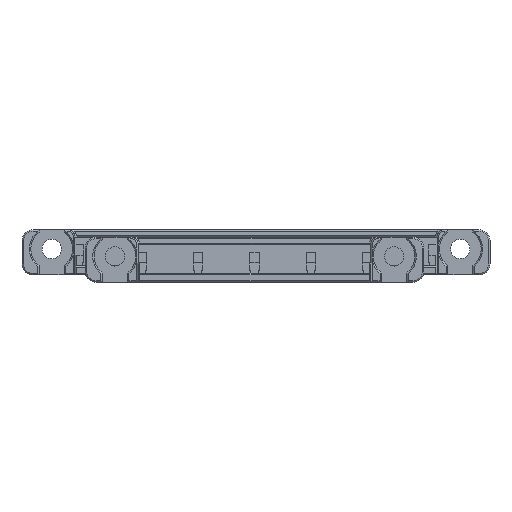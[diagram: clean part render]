
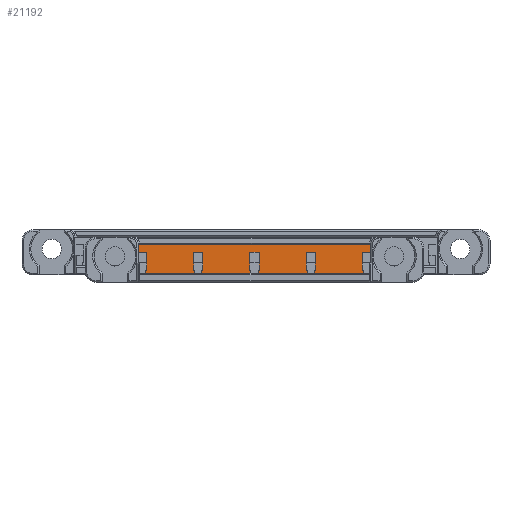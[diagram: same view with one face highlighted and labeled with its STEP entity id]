
A CAD part, front view. The second image highlights one B-rep face of the part: STEP entity #21192.
In plain terms, the highlighted planar face has unit normal (0, -1, 0).
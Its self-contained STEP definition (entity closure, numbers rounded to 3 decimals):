
#458=FACE_OUTER_BOUND('',#1727,.T.);
#1727=EDGE_LOOP('',(#14541,#14542,#14543,#14544,#14545,#14546,#14547,#14548,
#14549,#14550,#14551,#14552,#14553,#14554,#14555,#14556,#14557,#14558,#14559,
#14560));
#2839=LINE('',#29489,#5782);
#2860=LINE('',#29567,#5803);
#2978=LINE('',#29921,#5921);
#3037=LINE('',#30037,#5980);
#3041=LINE('',#30045,#5984);
#3045=LINE('',#30053,#5988);
#3049=LINE('',#30061,#5992);
#3085=LINE('',#30153,#6028);
#3118=LINE('',#30218,#6061);
#3122=LINE('',#30225,#6065);
#3128=LINE('',#30240,#6071);
#3148=LINE('',#30284,#6091);
#3160=LINE('',#30308,#6103);
#3164=LINE('',#30314,#6107);
#3182=LINE('',#30355,#6125);
#3215=LINE('',#30420,#6158);
#3219=LINE('',#30427,#6162);
#3220=LINE('',#30432,#6163);
#3221=LINE('',#30434,#6164);
#3222=LINE('',#30435,#6165);
#5782=VECTOR('',#23764,1000.);
#5803=VECTOR('',#23807,1000.);
#5921=VECTOR('',#24107,1000.);
#5980=VECTOR('',#24234,1000.);
#5984=VECTOR('',#24238,1000.);
#5988=VECTOR('',#24242,1000.);
#5992=VECTOR('',#24246,1000.);
#6028=VECTOR('',#24324,1000.);
#6061=VECTOR('',#24379,1000.);
#6065=VECTOR('',#24389,1000.);
#6071=VECTOR('',#24405,1000.);
#6091=VECTOR('',#24455,1000.);
#6103=VECTOR('',#24473,1000.);
#6107=VECTOR('',#24481,1000.);
#6125=VECTOR('',#24523,1000.);
#6158=VECTOR('',#24578,1000.);
#6162=VECTOR('',#24588,1000.);
#6163=VECTOR('',#24595,1000.);
#6164=VECTOR('',#24596,1000.);
#6165=VECTOR('',#24597,1000.);
#8746=VERTEX_POINT('',#29486);
#8747=VERTEX_POINT('',#29488);
#8772=VERTEX_POINT('',#29565);
#8882=VERTEX_POINT('',#29920);
#8904=VERTEX_POINT('',#30034);
#8905=VERTEX_POINT('',#30036);
#8908=VERTEX_POINT('',#30042);
#8909=VERTEX_POINT('',#30044);
#8912=VERTEX_POINT('',#30050);
#8913=VERTEX_POINT('',#30052);
#8916=VERTEX_POINT('',#30058);
#8917=VERTEX_POINT('',#30060);
#8944=VERTEX_POINT('',#30151);
#8965=VERTEX_POINT('',#30216);
#8968=VERTEX_POINT('',#30237);
#8987=VERTEX_POINT('',#30306);
#8998=VERTEX_POINT('',#30353);
#9019=VERTEX_POINT('',#30418);
#9020=VERTEX_POINT('',#30431);
#9021=VERTEX_POINT('',#30433);
#10575=EDGE_CURVE('',#8746,#8747,#2839,.T.);
#10607=EDGE_CURVE('',#8772,#8746,#2860,.T.);
#10771=EDGE_CURVE('',#8747,#8882,#2978,.T.);
#10831=EDGE_CURVE('',#8904,#8905,#3037,.T.);
#10835=EDGE_CURVE('',#8908,#8909,#3041,.T.);
#10839=EDGE_CURVE('',#8912,#8913,#3045,.T.);
#10843=EDGE_CURVE('',#8916,#8917,#3049,.T.);
#10886=EDGE_CURVE('',#8916,#8944,#3085,.T.);
#10919=EDGE_CURVE('',#8944,#8965,#3118,.T.);
#10923=EDGE_CURVE('',#8965,#8913,#3122,.T.);
#10929=EDGE_CURVE('',#8968,#8772,#3128,.T.);
#10951=EDGE_CURVE('',#8917,#8968,#3148,.T.);
#10963=EDGE_CURVE('',#8904,#8987,#3160,.T.);
#10967=EDGE_CURVE('',#8987,#8882,#3164,.T.);
#10986=EDGE_CURVE('',#8912,#8998,#3182,.T.);
#11019=EDGE_CURVE('',#8998,#9019,#3215,.T.);
#11023=EDGE_CURVE('',#9019,#8909,#3219,.T.);
#11024=EDGE_CURVE('',#8908,#9020,#3220,.T.);
#11025=EDGE_CURVE('',#9020,#9021,#3221,.T.);
#11026=EDGE_CURVE('',#9021,#8905,#3222,.T.);
#14541=ORIENTED_EDGE('',*,*,#10575,.F.);
#14542=ORIENTED_EDGE('',*,*,#10607,.F.);
#14543=ORIENTED_EDGE('',*,*,#10929,.F.);
#14544=ORIENTED_EDGE('',*,*,#10951,.F.);
#14545=ORIENTED_EDGE('',*,*,#10843,.F.);
#14546=ORIENTED_EDGE('',*,*,#10886,.T.);
#14547=ORIENTED_EDGE('',*,*,#10919,.T.);
#14548=ORIENTED_EDGE('',*,*,#10923,.T.);
#14549=ORIENTED_EDGE('',*,*,#10839,.F.);
#14550=ORIENTED_EDGE('',*,*,#10986,.T.);
#14551=ORIENTED_EDGE('',*,*,#11019,.T.);
#14552=ORIENTED_EDGE('',*,*,#11023,.T.);
#14553=ORIENTED_EDGE('',*,*,#10835,.F.);
#14554=ORIENTED_EDGE('',*,*,#11024,.T.);
#14555=ORIENTED_EDGE('',*,*,#11025,.T.);
#14556=ORIENTED_EDGE('',*,*,#11026,.T.);
#14557=ORIENTED_EDGE('',*,*,#10831,.F.);
#14558=ORIENTED_EDGE('',*,*,#10963,.T.);
#14559=ORIENTED_EDGE('',*,*,#10967,.T.);
#14560=ORIENTED_EDGE('',*,*,#10771,.F.);
#19959=PLANE('',#22592);
#21192=ADVANCED_FACE('',(#458),#19959,.T.);
#22592=AXIS2_PLACEMENT_3D('',#30430,#24593,#24594);
#23764=DIRECTION('',(1.,0.,0.));
#23807=DIRECTION('',(0.,0.,1.));
#24107=DIRECTION('',(0.,0.,-1.));
#24234=DIRECTION('',(-1.,0.,0.));
#24238=DIRECTION('',(-1.,0.,0.));
#24242=DIRECTION('',(-1.,0.,0.));
#24246=DIRECTION('',(-1.,0.,0.));
#24324=DIRECTION('',(0.,0.,1.));
#24379=DIRECTION('',(1.,0.,0.));
#24389=DIRECTION('',(0.,0.,-1.));
#24405=DIRECTION('',(-1.,0.,0.));
#24455=DIRECTION('',(0.,0.,1.));
#24473=DIRECTION('',(0.,0.,1.));
#24481=DIRECTION('',(1.,0.,0.));
#24523=DIRECTION('',(0.,0.,1.));
#24578=DIRECTION('',(1.,0.,0.));
#24588=DIRECTION('',(0.,0.,-1.));
#24593=DIRECTION('center_axis',(0.,-1.,0.));
#24594=DIRECTION('ref_axis',(1.,0.,0.));
#24595=DIRECTION('',(0.,0.,1.));
#24596=DIRECTION('',(1.,0.,0.));
#24597=DIRECTION('',(0.,0.,-1.));
#29486=CARTESIAN_POINT('',(-21.75,-8.1,10.15));
#29488=CARTESIAN_POINT('',(40.85,-8.1,10.15));
#29489=CARTESIAN_POINT('',(24.7,-8.1,10.15));
#29565=CARTESIAN_POINT('',(-21.75,-8.1,8.15));
#29567=CARTESIAN_POINT('',(-21.75,-8.1,7.075));
#29920=CARTESIAN_POINT('',(40.85,-8.1,8.15));
#29921=CARTESIAN_POINT('',(40.85,-8.1,8.1));
#30034=CARTESIAN_POINT('',(38.85,-8.1,2.));
#30036=CARTESIAN_POINT('',(25.7,-8.1,2.));
#30037=CARTESIAN_POINT('',(79.301,-8.1,2.));
#30042=CARTESIAN_POINT('',(23.7,-8.1,2.));
#30044=CARTESIAN_POINT('',(10.55,-8.1,2.));
#30045=CARTESIAN_POINT('',(79.301,-8.1,2.));
#30050=CARTESIAN_POINT('',(8.55,-8.1,2.));
#30052=CARTESIAN_POINT('',(-4.6,-8.1,2.));
#30053=CARTESIAN_POINT('',(64.151,-8.1,2.));
#30058=CARTESIAN_POINT('',(-6.6,-8.1,2.));
#30060=CARTESIAN_POINT('',(-19.75,-8.1,2.));
#30061=CARTESIAN_POINT('',(49.001,-8.1,2.));
#30151=CARTESIAN_POINT('',(-6.6,-8.1,8.15));
#30153=CARTESIAN_POINT('',(-6.6,-8.1,2.625));
#30216=CARTESIAN_POINT('',(-4.6,-8.1,8.15));
#30218=CARTESIAN_POINT('',(-5.6,-8.1,8.15));
#30225=CARTESIAN_POINT('',(-4.6,-8.1,2.625));
#30237=CARTESIAN_POINT('',(-19.75,-8.1,8.15));
#30240=CARTESIAN_POINT('',(-20.625,-8.1,8.15));
#30284=CARTESIAN_POINT('',(-19.75,-8.1,2.625));
#30306=CARTESIAN_POINT('',(38.85,-8.1,8.15));
#30308=CARTESIAN_POINT('',(38.85,-8.1,2.625));
#30314=CARTESIAN_POINT('',(39.725,-8.1,8.15));
#30353=CARTESIAN_POINT('',(8.55,-8.1,8.15));
#30355=CARTESIAN_POINT('',(8.55,-8.1,2.625));
#30418=CARTESIAN_POINT('',(10.55,-8.1,8.15));
#30420=CARTESIAN_POINT('',(9.55,-8.1,8.15));
#30427=CARTESIAN_POINT('',(10.55,-8.1,2.625));
#30430=CARTESIAN_POINT('Origin',(24.7,-8.1,7.075));
#30431=CARTESIAN_POINT('',(23.7,-8.1,8.15));
#30432=CARTESIAN_POINT('',(23.7,-8.1,2.625));
#30433=CARTESIAN_POINT('',(25.7,-8.1,8.15));
#30434=CARTESIAN_POINT('',(24.7,-8.1,8.15));
#30435=CARTESIAN_POINT('',(25.7,-8.1,2.625));
